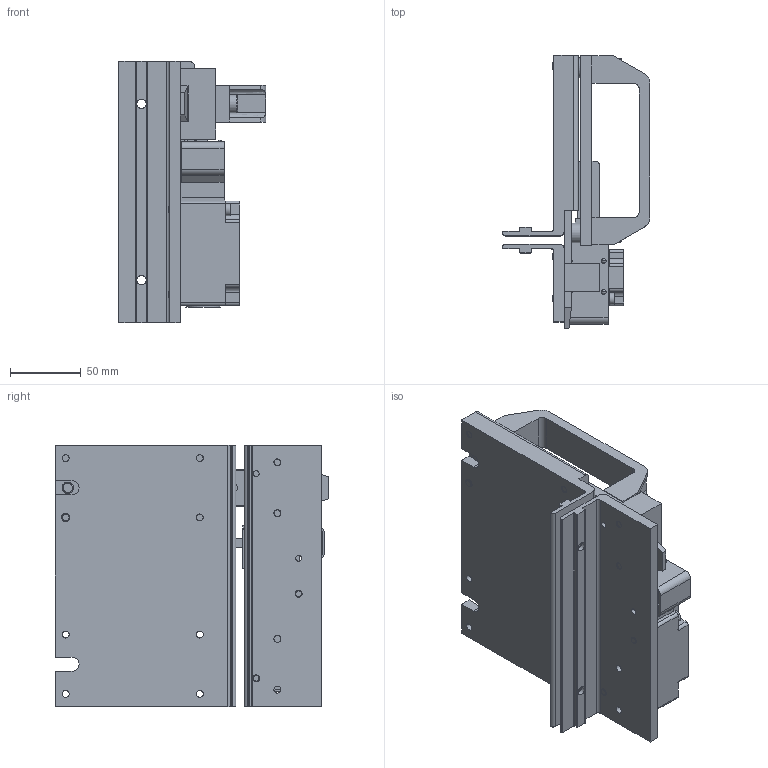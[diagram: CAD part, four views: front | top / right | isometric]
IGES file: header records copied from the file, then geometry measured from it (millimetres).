
Global section: file name: No Iges File Name specified; native system: Autodesk Inventor 2012; preprocessor: AutoDesk Inventor Iges Exporter R2012; author: marina kaa; date: 20130102.134100; units: millimetre
Bounding box: 104.6 x 194 x 185 mm (x, y, z)
Volume: 627327.5 mm3; surface area: 196881.5 mm2
Topology: 4 solids, 18 shells, 582 faces, 1440 edges, 950 vertices
Faces by surface type: plane 341, revolution 132, cylinder 71, sphere 18, cone 12, torus 8
Full cylindrical faces by diameter (mm): 5 x6, 6 x7, 8 x3, 8.5 x4, 9.8 x1, 10 x6, 13 x2, 14 x2
